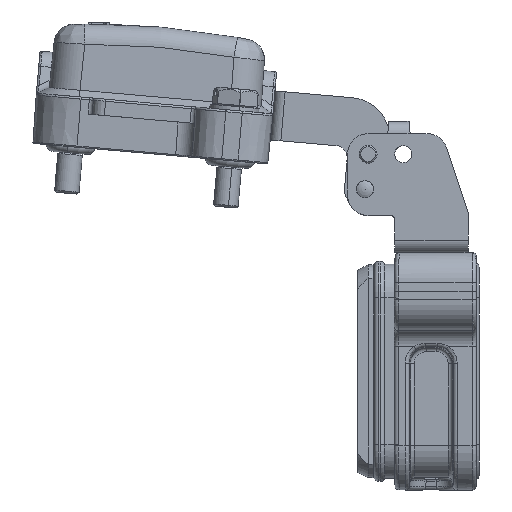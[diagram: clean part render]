
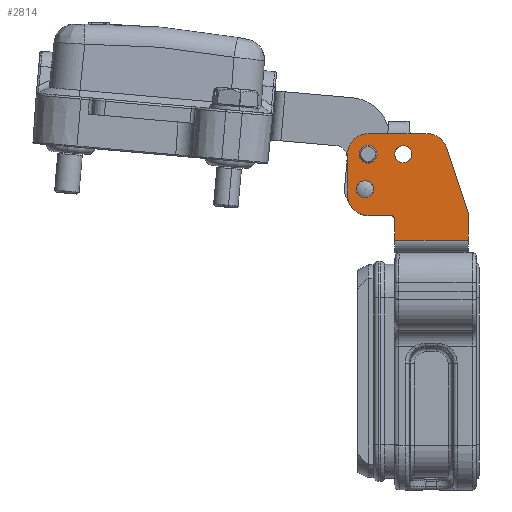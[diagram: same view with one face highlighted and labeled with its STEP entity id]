
A CAD part, left-side view. The second image highlights one B-rep face of the part: STEP entity #2814.
In plain terms, the highlighted planar face has unit normal (-1, 0, 0).
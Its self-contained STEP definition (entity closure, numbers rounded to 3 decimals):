
#911=CIRCLE('',#22784,2.2);
#1452=CIRCLE('',#24191,1.);
#1454=CIRCLE('',#24194,5.);
#1455=CIRCLE('',#24195,5.);
#1456=CIRCLE('',#24196,1.);
#1457=CIRCLE('',#24197,5.);
#1458=CIRCLE('',#24198,2.1);
#1459=CIRCLE('',#24199,2.1);
#1460=CIRCLE('',#24200,2.1);
#1461=CIRCLE('',#24201,2.1);
#1462=CIRCLE('',#24202,2.2);
#1680=FACE_BOUND('',#6005,.T.);
#1681=FACE_BOUND('',#6006,.T.);
#1682=FACE_BOUND('',#6007,.T.);
#1683=FACE_BOUND('',#6008,.T.);
#2814=ADVANCED_FACE('NONE',(#1680,#1681,#1682,#1683),#3581,.T.);
#3581=PLANE('',#24203);
#6005=EDGE_LOOP('',(#14533,#14534,#14535,#14536,#14537,#14538,#14539,#14540,
#14541,#14542,#14543,#14544,#14545,#14546));
#6006=EDGE_LOOP('',(#14547,#14548));
#6007=EDGE_LOOP('',(#14549,#14550));
#6008=EDGE_LOOP('',(#14551,#14552));
#7639=LINE('',#42840,#9175);
#7650=LINE('',#42871,#9186);
#7672=LINE('',#43056,#9208);
#7673=LINE('',#43059,#9209);
#7674=LINE('',#43061,#9210);
#7675=LINE('',#43065,#9211);
#7676=LINE('',#43069,#9212);
#7677=LINE('',#43070,#9213);
#7678=LINE('',#43073,#9214);
#9175=VECTOR('',#28826,1.);
#9186=VECTOR('',#28851,1.);
#9208=VECTOR('',#28925,1.);
#9209=VECTOR('',#28926,1.);
#9210=VECTOR('',#28927,1.);
#9211=VECTOR('',#28930,1.);
#9212=VECTOR('',#28933,1.);
#9213=VECTOR('',#28934,1.);
#9214=VECTOR('',#28937,1.);
#14533=ORIENTED_EDGE('',*,*,#21143,.T.);
#14534=ORIENTED_EDGE('',*,*,#21144,.T.);
#14535=ORIENTED_EDGE('',*,*,#21145,.T.);
#14536=ORIENTED_EDGE('',*,*,#21146,.T.);
#14537=ORIENTED_EDGE('',*,*,#21147,.T.);
#14538=ORIENTED_EDGE('',*,*,#21148,.T.);
#14539=ORIENTED_EDGE('',*,*,#21149,.T.);
#14540=ORIENTED_EDGE('',*,*,#21140,.T.);
#14541=ORIENTED_EDGE('',*,*,#21087,.F.);
#14542=ORIENTED_EDGE('',*,*,#21150,.T.);
#14543=ORIENTED_EDGE('',*,*,#21103,.F.);
#14544=ORIENTED_EDGE('',*,*,#21151,.T.);
#14545=ORIENTED_EDGE('',*,*,#21152,.T.);
#14546=ORIENTED_EDGE('',*,*,#21153,.T.);
#14547=ORIENTED_EDGE('',*,*,#21154,.T.);
#14548=ORIENTED_EDGE('',*,*,#21155,.T.);
#14549=ORIENTED_EDGE('',*,*,#21156,.T.);
#14550=ORIENTED_EDGE('',*,*,#21157,.T.);
#14551=ORIENTED_EDGE('',*,*,#18549,.F.);
#14552=ORIENTED_EDGE('',*,*,#21158,.F.);
#16342=VERTEX_POINT('',#31769);
#16344=VERTEX_POINT('',#31773);
#17960=VERTEX_POINT('',#42841);
#17961=VERTEX_POINT('',#42842);
#17972=VERTEX_POINT('',#42870);
#17973=VERTEX_POINT('',#42872);
#17995=VERTEX_POINT('',#43051);
#17997=VERTEX_POINT('',#43057);
#17998=VERTEX_POINT('',#43058);
#17999=VERTEX_POINT('',#43060);
#18000=VERTEX_POINT('',#43062);
#18001=VERTEX_POINT('',#43064);
#18002=VERTEX_POINT('',#43066);
#18003=VERTEX_POINT('',#43068);
#18004=VERTEX_POINT('',#43072);
#18005=VERTEX_POINT('',#43074);
#18006=VERTEX_POINT('',#43077);
#18007=VERTEX_POINT('',#43078);
#18008=VERTEX_POINT('',#43081);
#18009=VERTEX_POINT('',#43082);
#18549=EDGE_CURVE('NONE',#16344,#16342,#911,.T.);
#21087=EDGE_CURVE('NONE',#17960,#17961,#7639,.T.);
#21103=EDGE_CURVE('NONE',#17972,#17973,#7650,.T.);
#21140=EDGE_CURVE('NONE',#17995,#17961,#1452,.T.);
#21143=EDGE_CURVE('NONE',#17997,#17998,#7672,.T.);
#21144=EDGE_CURVE('NONE',#17998,#17999,#7673,.T.);
#21145=EDGE_CURVE('NONE',#17999,#18000,#7674,.T.);
#21146=EDGE_CURVE('NONE',#18000,#18001,#1454,.T.);
#21147=EDGE_CURVE('NONE',#18001,#18002,#7675,.T.);
#21148=EDGE_CURVE('NONE',#18002,#18003,#1455,.T.);
#21149=EDGE_CURVE('NONE',#18003,#17995,#7676,.T.);
#21150=EDGE_CURVE('NONE',#17960,#17973,#7677,.T.);
#21151=EDGE_CURVE('NONE',#17972,#18004,#1456,.T.);
#21152=EDGE_CURVE('NONE',#18004,#18005,#7678,.T.);
#21153=EDGE_CURVE('NONE',#18005,#17997,#1457,.T.);
#21154=EDGE_CURVE('NONE',#18006,#18007,#1458,.T.);
#21155=EDGE_CURVE('NONE',#18007,#18006,#1459,.T.);
#21156=EDGE_CURVE('NONE',#18008,#18009,#1460,.T.);
#21157=EDGE_CURVE('NONE',#18009,#18008,#1461,.T.);
#21158=EDGE_CURVE('NONE',#16342,#16344,#1462,.T.);
#22784=AXIS2_PLACEMENT_3D('',#31774,#24885,#24886);
#24191=AXIS2_PLACEMENT_3D('',#43050,#28918,#28919);
#24194=AXIS2_PLACEMENT_3D('',#43063,#28928,#28929);
#24195=AXIS2_PLACEMENT_3D('',#43067,#28931,#28932);
#24196=AXIS2_PLACEMENT_3D('',#43071,#28935,#28936);
#24197=AXIS2_PLACEMENT_3D('',#43075,#28938,#28939);
#24198=AXIS2_PLACEMENT_3D('',#43076,#28940,#28941);
#24199=AXIS2_PLACEMENT_3D('',#43079,#28942,#28943);
#24200=AXIS2_PLACEMENT_3D('',#43080,#28944,#28945);
#24201=AXIS2_PLACEMENT_3D('',#43083,#28946,#28947);
#24202=AXIS2_PLACEMENT_3D('',#43084,#28948,#28949);
#24203=AXIS2_PLACEMENT_3D('',#43085,#28950,#28951);
#24885=DIRECTION('',(-1.,0.,0.));
#24886=DIRECTION('',(0.,0.,1.));
#28826=DIRECTION('',(0.,0.,1.));
#28851=DIRECTION('',(0.,0.,-1.));
#28918=DIRECTION('',(1.,0.,0.));
#28919=DIRECTION('',(0.,0.,-1.));
#28925=DIRECTION('',(0.,1.,0.));
#28926=DIRECTION('',(0.,1.,0.));
#28927=DIRECTION('',(0.,1.,0.));
#28928=DIRECTION('',(-1.,0.,0.));
#28929=DIRECTION('',(0.,0.,1.));
#28930=DIRECTION('',(0.,0.,-1.));
#28931=DIRECTION('',(-1.,0.,0.));
#28932=DIRECTION('',(0.,0.,1.));
#28933=DIRECTION('',(0.,-1.,0.));
#28934=DIRECTION('',(0.,-1.,0.));
#28935=DIRECTION('',(-1.,0.,0.));
#28936=DIRECTION('',(0.,0.,1.));
#28937=DIRECTION('',(0.,0.316,0.949));
#28938=DIRECTION('',(-1.,0.,0.));
#28939=DIRECTION('',(0.,0.,1.));
#28940=DIRECTION('',(1.,0.,0.));
#28941=DIRECTION('',(0.,0.,-1.));
#28942=DIRECTION('',(1.,0.,0.));
#28943=DIRECTION('',(0.,0.,-1.));
#28944=DIRECTION('',(1.,0.,0.));
#28945=DIRECTION('',(0.,0.,-1.));
#28946=DIRECTION('',(1.,0.,0.));
#28947=DIRECTION('',(0.,0.,-1.));
#28948=DIRECTION('',(-1.,0.,0.));
#28949=DIRECTION('',(0.,0.,1.));
#28950=DIRECTION('',(-1.,0.,0.));
#28951=DIRECTION('',(0.,0.,1.));
#31769=CARTESIAN_POINT('',(-17.,116.4,55.2));
#31773=CARTESIAN_POINT('',(-17.,116.4,50.8));
#31774=CARTESIAN_POINT('',(-17.,116.4,53.));
#42840=CARTESIAN_POINT('',(-17.,109.9,29.));
#42841=CARTESIAN_POINT('',(-17.,109.9,32.));
#42842=CARTESIAN_POINT('',(-17.,109.9,37.));
#42870=CARTESIAN_POINT('',(-17.,91.9,38.338));
#42871=CARTESIAN_POINT('',(-17.,91.9,29.));
#42872=CARTESIAN_POINT('',(-17.,91.9,32.));
#43050=CARTESIAN_POINT('',(-17.,110.9,37.));
#43051=CARTESIAN_POINT('',(-17.,110.9,38.));
#43056=CARTESIAN_POINT('',(-17.,110.4,58.));
#43057=CARTESIAN_POINT('',(-17.,102.004,58.));
#43058=CARTESIAN_POINT('',(-17.,105.4,58.));
#43059=CARTESIAN_POINT('',(-17.,110.4,58.));
#43060=CARTESIAN_POINT('',(-17.,112.4,58.));
#43061=CARTESIAN_POINT('',(-17.,110.4,58.));
#43062=CARTESIAN_POINT('',(-17.,116.4,58.));
#43063=CARTESIAN_POINT('',(-17.,116.4,53.));
#43064=CARTESIAN_POINT('',(-17.,121.4,53.));
#43065=CARTESIAN_POINT('',(-17.,121.4,29.));
#43066=CARTESIAN_POINT('',(-17.,121.4,43.));
#43067=CARTESIAN_POINT('',(-17.,116.4,43.));
#43068=CARTESIAN_POINT('',(-17.,116.4,38.));
#43069=CARTESIAN_POINT('',(-17.,110.4,38.));
#43070=CARTESIAN_POINT('',(-17.,110.4,32.));
#43071=CARTESIAN_POINT('',(-17.,92.9,38.338));
#43072=CARTESIAN_POINT('',(-17.,91.951,38.654));
#43073=CARTESIAN_POINT('',(-17.,91.951,38.654));
#43074=CARTESIAN_POINT('',(-17.,97.26,54.581));
#43075=CARTESIAN_POINT('',(-17.,102.004,53.));
#43076=CARTESIAN_POINT('',(-17.,107.8,53.));
#43077=CARTESIAN_POINT('',(-17.,107.8,50.9));
#43078=CARTESIAN_POINT('',(-17.,107.8,55.1));
#43079=CARTESIAN_POINT('',(-17.,107.8,53.));
#43080=CARTESIAN_POINT('',(-17.,117.15,44.433));
#43081=CARTESIAN_POINT('',(-17.,117.15,42.333));
#43082=CARTESIAN_POINT('',(-17.,117.15,46.533));
#43083=CARTESIAN_POINT('',(-17.,117.15,44.433));
#43084=CARTESIAN_POINT('',(-17.,116.4,53.));
#43085=CARTESIAN_POINT('',(-17.,110.4,29.));
